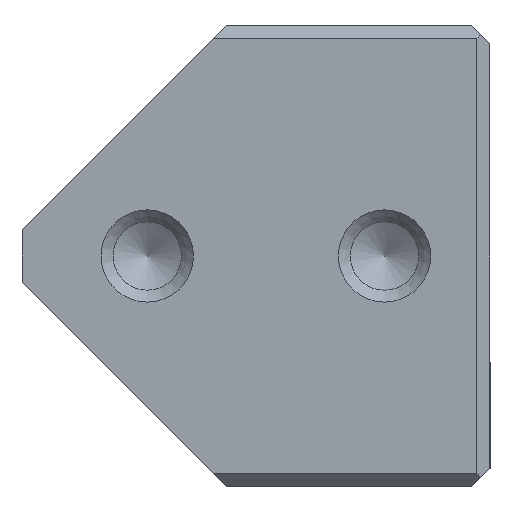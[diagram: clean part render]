
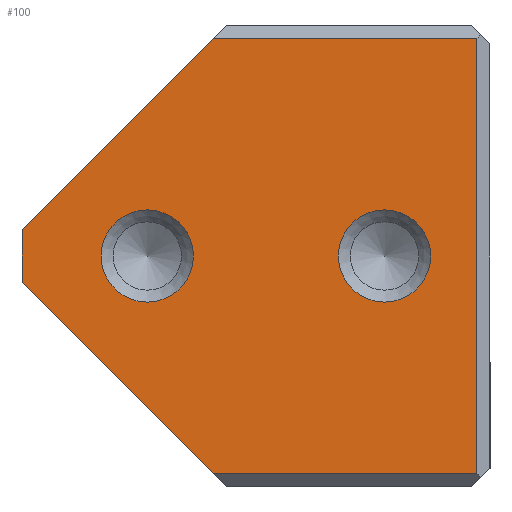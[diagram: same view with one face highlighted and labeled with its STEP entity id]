
A CAD part, left-side view. The second image highlights one B-rep face of the part: STEP entity #100.
In plain terms, the highlighted planar face has unit normal (-1, 0, 0).
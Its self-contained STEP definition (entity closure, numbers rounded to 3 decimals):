
#100=ADVANCED_FACE('',(#290,#291,#292),#173,.T.);
#173=PLANE('',#1070);
#204=LINE('',#1559,#246);
#205=LINE('',#1562,#247);
#206=LINE('',#1564,#248);
#207=LINE('',#1566,#249);
#208=LINE('',#1568,#250);
#209=LINE('',#1570,#251);
#246=VECTOR('',#1232,1.);
#247=VECTOR('',#1233,1.);
#248=VECTOR('',#1234,1.);
#249=VECTOR('',#1235,1.);
#250=VECTOR('',#1236,1.);
#251=VECTOR('',#1237,1.);
#290=FACE_BOUND('',#431,.T.);
#291=FACE_BOUND('',#432,.T.);
#292=FACE_BOUND('',#433,.T.);
#431=EDGE_LOOP('',(#585));
#432=EDGE_LOOP('',(#586));
#433=EDGE_LOOP('',(#587,#588,#589,#590,#591,#592));
#585=ORIENTED_EDGE('',*,*,#899,.T.);
#586=ORIENTED_EDGE('',*,*,#900,.T.);
#587=ORIENTED_EDGE('',*,*,#901,.T.);
#588=ORIENTED_EDGE('',*,*,#902,.T.);
#589=ORIENTED_EDGE('',*,*,#903,.T.);
#590=ORIENTED_EDGE('',*,*,#904,.F.);
#591=ORIENTED_EDGE('',*,*,#905,.T.);
#592=ORIENTED_EDGE('',*,*,#906,.T.);
#801=VERTEX_POINT('',#1556);
#802=VERTEX_POINT('',#1558);
#803=VERTEX_POINT('',#1560);
#804=VERTEX_POINT('',#1561);
#805=VERTEX_POINT('',#1563);
#806=VERTEX_POINT('',#1565);
#807=VERTEX_POINT('',#1567);
#808=VERTEX_POINT('',#1569);
#899=EDGE_CURVE('',#801,#801,#999,.T.);
#900=EDGE_CURVE('',#802,#802,#1000,.T.);
#901=EDGE_CURVE('',#803,#804,#204,.T.);
#902=EDGE_CURVE('',#804,#805,#205,.T.);
#903=EDGE_CURVE('',#805,#806,#206,.T.);
#904=EDGE_CURVE('',#807,#806,#207,.T.);
#905=EDGE_CURVE('',#807,#808,#208,.T.);
#906=EDGE_CURVE('',#808,#803,#209,.T.);
#999=CIRCLE('',#1068,3.5);
#1000=CIRCLE('',#1069,3.5);
#1068=AXIS2_PLACEMENT_3D('',#1555,#1228,#1229);
#1069=AXIS2_PLACEMENT_3D('',#1557,#1230,#1231);
#1070=AXIS2_PLACEMENT_3D('',#1571,#1238,#1239);
#1228=DIRECTION('',(1.,0.,0.));
#1229=DIRECTION('',(0.,0.,-1.));
#1230=DIRECTION('',(1.,0.,0.));
#1231=DIRECTION('',(0.,0.,-1.));
#1232=DIRECTION('',(0.,0.,1.));
#1233=DIRECTION('',(0.,1.,0.));
#1234=DIRECTION('',(0.,0.707,-0.707));
#1235=DIRECTION('',(0.,0.,1.));
#1236=DIRECTION('',(0.,-0.707,-0.707));
#1237=DIRECTION('',(0.,-1.,0.));
#1238=DIRECTION('',(-1.,0.,0.));
#1239=DIRECTION('',(0.,0.,1.));
#1555=CARTESIAN_POINT('',(0.,26.,17.5));
#1556=CARTESIAN_POINT('',(0.,26.,14.));
#1557=CARTESIAN_POINT('',(0.,8.,17.5));
#1558=CARTESIAN_POINT('',(0.,8.,14.));
#1559=CARTESIAN_POINT('',(0.,1.,0.));
#1560=CARTESIAN_POINT('',(0.,1.,1.));
#1561=CARTESIAN_POINT('',(0.,1.,34.));
#1562=CARTESIAN_POINT('',(0.,17.75,34.));
#1563=CARTESIAN_POINT('',(0.,21.002,34.));
#1564=CARTESIAN_POINT('',(0.,36.376,18.626));
#1565=CARTESIAN_POINT('',(0.,35.5,19.502));
#1566=CARTESIAN_POINT('',(0.,35.5,0.));
#1567=CARTESIAN_POINT('',(0.,35.5,15.498));
#1568=CARTESIAN_POINT('',(0.,18.876,-1.126));
#1569=CARTESIAN_POINT('',(0.,21.002,1.));
#1570=CARTESIAN_POINT('',(0.,17.75,1.));
#1571=CARTESIAN_POINT('',(0.,17.75,0.));
